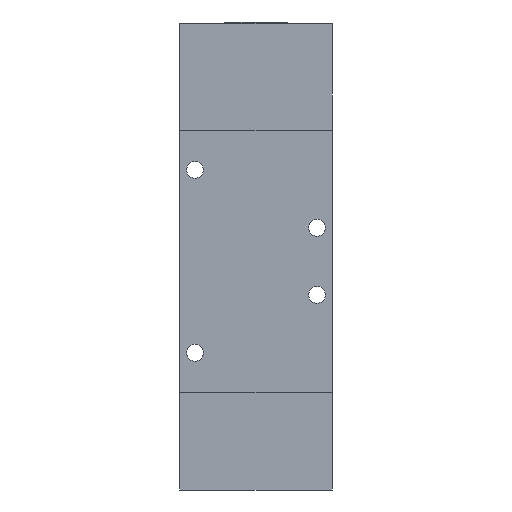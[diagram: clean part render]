
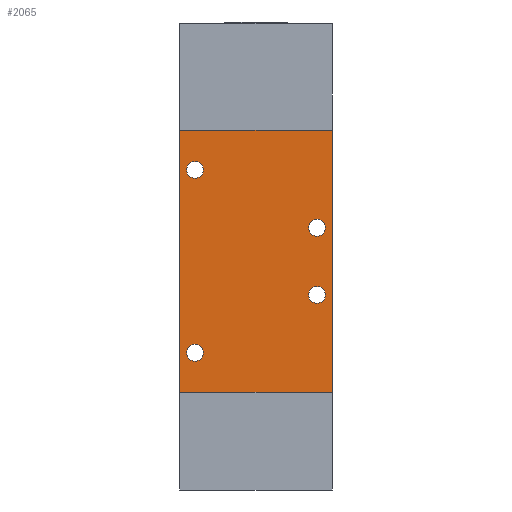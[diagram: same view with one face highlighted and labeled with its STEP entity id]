
A CAD part, front view. The second image highlights one B-rep face of the part: STEP entity #2065.
In plain terms, the highlighted planar face has unit normal (0, -1, 0).
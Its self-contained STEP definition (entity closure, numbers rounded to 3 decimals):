
#1342=CARTESIAN_POINT('',(-17.25,-15.,30.0));
#1343=VERTEX_POINT('',#1342);
#1344=CARTESIAN_POINT('',(-20.0,-15.,30.0));
#1345=DIRECTION('',(0.0,1.0,0.0));
#1346=DIRECTION('',(-1.0,0.0,0.0));
#1347=AXIS2_PLACEMENT_3D('',#1344,#1345,#1346);
#1348=CIRCLE('',#1347,2.75);
#1349=EDGE_CURVE('',#1343,#1343,#1348,.T.);
#1370=CARTESIAN_POINT('',(-17.25,-15.,-30.0));
#1371=VERTEX_POINT('',#1370);
#1372=CARTESIAN_POINT('',(-20.0,-15.,-30.0));
#1373=DIRECTION('',(0.0,1.0,0.0));
#1374=DIRECTION('',(-1.0,0.0,0.0));
#1375=AXIS2_PLACEMENT_3D('',#1372,#1373,#1374);
#1376=CIRCLE('',#1375,2.75);
#1377=EDGE_CURVE('',#1371,#1371,#1376,.T.);
#1398=CARTESIAN_POINT('',(22.75,-15.,-11.));
#1399=VERTEX_POINT('',#1398);
#1400=CARTESIAN_POINT('',(20.,-15.,-11.));
#1401=DIRECTION('',(0.0,1.0,0.0));
#1402=DIRECTION('',(-1.0,0.0,0.0));
#1403=AXIS2_PLACEMENT_3D('',#1400,#1401,#1402);
#1404=CIRCLE('',#1403,2.75);
#1405=EDGE_CURVE('',#1399,#1399,#1404,.T.);
#1426=CARTESIAN_POINT('',(22.75,-15.,11.0));
#1427=VERTEX_POINT('',#1426);
#1428=CARTESIAN_POINT('',(20.,-15.,11.0));
#1429=DIRECTION('',(0.0,1.0,0.0));
#1430=DIRECTION('',(-1.0,0.0,0.0));
#1431=AXIS2_PLACEMENT_3D('',#1428,#1429,#1430);
#1432=CIRCLE('',#1431,2.75);
#1433=EDGE_CURVE('',#1427,#1427,#1432,.T.);
#1951=CARTESIAN_POINT('',(-25.,-15.0,-43.0));
#1952=VERTEX_POINT('',#1951);
#1967=CARTESIAN_POINT('',(25.,-15.,-43.0));
#1968=VERTEX_POINT('',#1967);
#1975=CARTESIAN_POINT('',(-25.,-15.0,-43.0));
#1976=DIRECTION('',(1.0,0.0,0.0));
#1977=VECTOR('',#1976,50.0);
#1978=LINE('',#1975,#1977);
#1979=EDGE_CURVE('',#1952,#1968,#1978,.T.);
#1997=CARTESIAN_POINT('',(25.,-15.,43.0));
#1998=VERTEX_POINT('',#1997);
#2005=CARTESIAN_POINT('',(25.,-15.,43.0));
#2006=DIRECTION('',(0.0,0.0,-1.0));
#2007=VECTOR('',#2006,86.0);
#2008=LINE('',#2005,#2007);
#2009=EDGE_CURVE('',#1998,#1968,#2008,.T.);
#2030=CARTESIAN_POINT('',(25.,-15.,0.0));
#2031=DIRECTION('',(0.0,-1.0,0.0));
#2032=DIRECTION('',(0.0,0.0,-1.0));
#2033=AXIS2_PLACEMENT_3D('',#2030,#2031,#2032);
#2034=PLANE('',#2033);
#2035=CARTESIAN_POINT('',(-25.,-15.0,43.0));
#2036=VERTEX_POINT('',#2035);
#2037=CARTESIAN_POINT('',(25.,-15.,43.0));
#2038=DIRECTION('',(-1.0,0.0,0.0));
#2039=VECTOR('',#2038,50.0);
#2040=LINE('',#2037,#2039);
#2041=EDGE_CURVE('',#1998,#2036,#2040,.T.);
#2042=ORIENTED_EDGE('',*,*,#2041,.T.);
#2043=CARTESIAN_POINT('',(-25.,-15.0,43.0));
#2044=DIRECTION('',(0.0,0.0,-1.0));
#2045=VECTOR('',#2044,86.0);
#2046=LINE('',#2043,#2045);
#2047=EDGE_CURVE('',#2036,#1952,#2046,.T.);
#2048=ORIENTED_EDGE('',*,*,#2047,.T.);
#2049=ORIENTED_EDGE('',*,*,#1979,.T.);
#2050=ORIENTED_EDGE('',*,*,#2009,.F.);
#2051=EDGE_LOOP('',(#2042,#2048,#2049,#2050));
#2052=FACE_OUTER_BOUND('',#2051,.T.);
#2053=ORIENTED_EDGE('',*,*,#1349,.T.);
#2054=EDGE_LOOP('',(#2053));
#2055=FACE_BOUND('',#2054,.T.);
#2056=ORIENTED_EDGE('',*,*,#1377,.T.);
#2057=EDGE_LOOP('',(#2056));
#2058=FACE_BOUND('',#2057,.T.);
#2059=ORIENTED_EDGE('',*,*,#1405,.T.);
#2060=EDGE_LOOP('',(#2059));
#2061=FACE_BOUND('',#2060,.T.);
#2062=ORIENTED_EDGE('',*,*,#1433,.T.);
#2063=EDGE_LOOP('',(#2062));
#2064=FACE_BOUND('',#2063,.T.);
#2065=ADVANCED_FACE('',(#2052,#2055,#2058,#2061,#2064),#2034,.T.);
